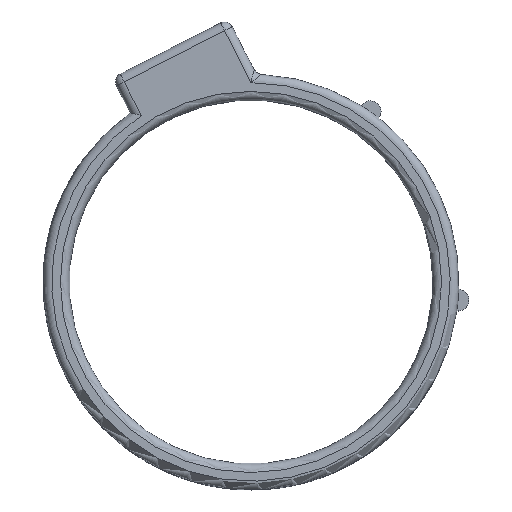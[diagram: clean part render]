
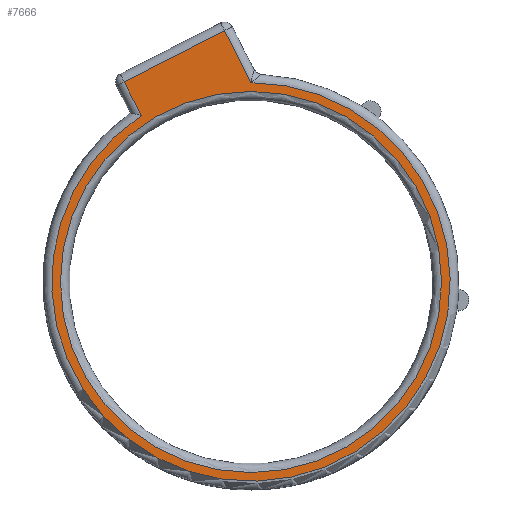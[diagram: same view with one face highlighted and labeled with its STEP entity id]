
A CAD part, top view. The second image highlights one B-rep face of the part: STEP entity #7666.
In plain terms, the highlighted planar face has unit normal (0, 0, 1).
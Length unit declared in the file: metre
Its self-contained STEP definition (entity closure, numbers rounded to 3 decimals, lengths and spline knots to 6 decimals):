
#207=PLANE('',#8265);
#965=LINE('',#11544,#1483);
#966=LINE('',#11547,#1484);
#967=LINE('',#11549,#1485);
#1483=VECTOR('',#9032,1.);
#1484=VECTOR('',#9033,1.);
#1485=VECTOR('',#9034,1.);
#2298=ORIENTED_EDGE('',*,*,#4716,.T.);
#2299=ORIENTED_EDGE('',*,*,#4717,.T.);
#2300=ORIENTED_EDGE('',*,*,#4718,.T.);
#2301=ORIENTED_EDGE('',*,*,#4719,.T.);
#2302=ORIENTED_EDGE('',*,*,#4720,.T.);
#4716=EDGE_CURVE('',#5918,#5918,#6446,.F.);
#4717=EDGE_CURVE('',#5919,#5920,#965,.T.);
#4718=EDGE_CURVE('',#5920,#5921,#966,.T.);
#4719=EDGE_CURVE('',#5921,#5922,#967,.F.);
#4720=EDGE_CURVE('',#5922,#5919,#6447,.T.);
#5918=VERTEX_POINT('',#11543);
#5919=VERTEX_POINT('',#11545);
#5920=VERTEX_POINT('',#11546);
#5921=VERTEX_POINT('',#11548);
#5922=VERTEX_POINT('',#11550);
#6446=CIRCLE('',#8266,0.022);
#6447=CIRCLE('',#8267,0.023);
#6590=EDGE_LOOP('',(#2298));
#6591=EDGE_LOOP('',(#2299,#2300,#2301,#2302));
#7091=FACE_BOUND('',#6590,.T.);
#7092=FACE_BOUND('',#6591,.T.);
#7666=ADVANCED_FACE('',(#7091,#7092),#207,.T.);
#8265=AXIS2_PLACEMENT_3D('',#11541,#9028,#9029);
#8266=AXIS2_PLACEMENT_3D('',#11542,#9030,#9031);
#8267=AXIS2_PLACEMENT_3D('',#11551,#9035,#9036);
#9028=DIRECTION('',(0.,0.,1.));
#9029=DIRECTION('',(1.,0.,0.));
#9030=DIRECTION('',(0.,0.,1.));
#9031=DIRECTION('',(1.,0.,0.));
#9032=DIRECTION('',(-0.454,0.891,0.));
#9033=DIRECTION('',(-0.891,-0.454,0.));
#9034=DIRECTION('',(-0.454,0.891,0.));
#9035=DIRECTION('',(0.,0.,1.));
#9036=DIRECTION('',(1.,0.,0.));
#11541=CARTESIAN_POINT('',(0.,0.,0.006));
#11542=CARTESIAN_POINT('',(0.,0.,0.006));
#11543=CARTESIAN_POINT('',(0.022,0.,0.006));
#11544=CARTESIAN_POINT('',(-0.003518,0.029905,0.006));
#11545=CARTESIAN_POINT('',(0.,0.023,0.006));
#11546=CARTESIAN_POINT('',(-0.003064,0.029014,0.006));
#11547=CARTESIAN_POINT('',(-0.015539,0.022658,0.006));
#11548=CARTESIAN_POINT('',(-0.014648,0.023112,0.006));
#11549=CARTESIAN_POINT('',(-0.013055,0.019986,0.006));
#11550=CARTESIAN_POINT('',(-0.012656,0.019205,0.006));
#11551=CARTESIAN_POINT('',(0.,0.,0.006));
